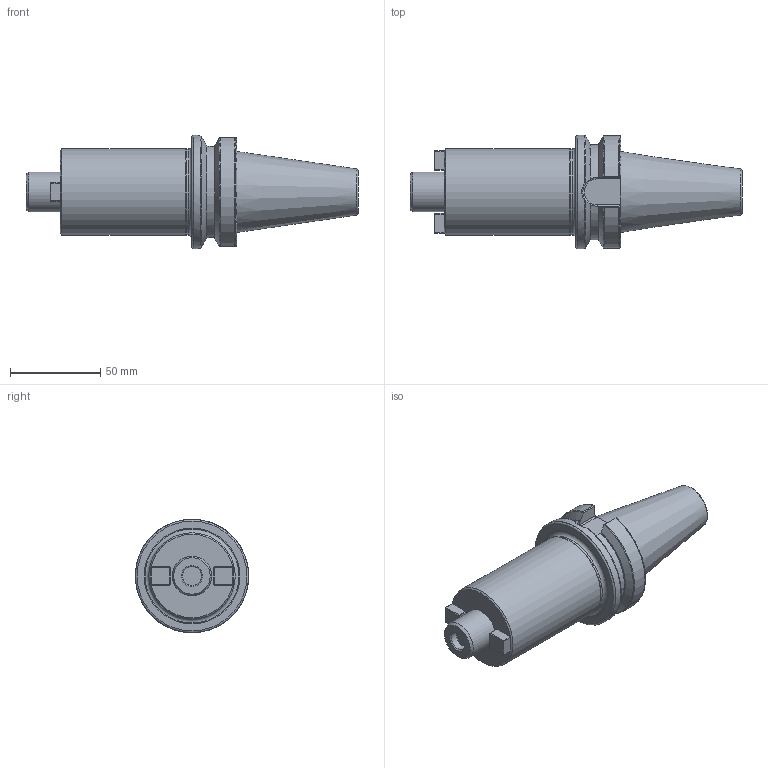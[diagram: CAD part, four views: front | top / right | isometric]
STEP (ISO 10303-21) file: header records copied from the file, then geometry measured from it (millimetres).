
FILE_DESCRIPTION(/* description */ (''),/* implementation_level */ '2;1');
FILE_NAME(/* name */ 'ABT40-FM-22-100.stp',/* time_stamp */ '2024-11-22T10:32:33+03:00',/* author */ (''),/* organization */ (''),/* preprocessor_version */ 'ST-DEVELOPER v19.4',/* originating_system */ 'SIEMENS PLM Software NX2306.9102',/* authorisation */ '');
FILE_SCHEMA (('AUTOMOTIVE_DESIGN { 1 0 10303 214 3 1 1 1 }'));
Length unit declared in the file: millimetre
Products named in the file (1): ABT40-FM-22-100-LIGHT
Bounding box: 184.4 x 62.99 x 63 mm (x, y, z)
Volume: 274014.4 mm3; surface area: 31263.7 mm2
Topology: 1 solids, 1 shells, 116 faces, 282 edges, 173 vertices
Faces by surface type: plane 61, cylinder 21, cone 16, torus 16, bspline 2
Full cylindrical faces by diameter (mm): 4 x1, 10 x1, 10.5 x1, 22 x1, 47.8 x1, 48 x1, 63 x1
Entity records: 3536 total; most frequent: CARTESIAN_POINT 982, ORIENTED_EDGE 514, DIRECTION 498, EDGE_CURVE 257, AXIS2_PLACEMENT_3D 186, VERTEX_POINT 170, EDGE_LOOP 142, LINE 126
